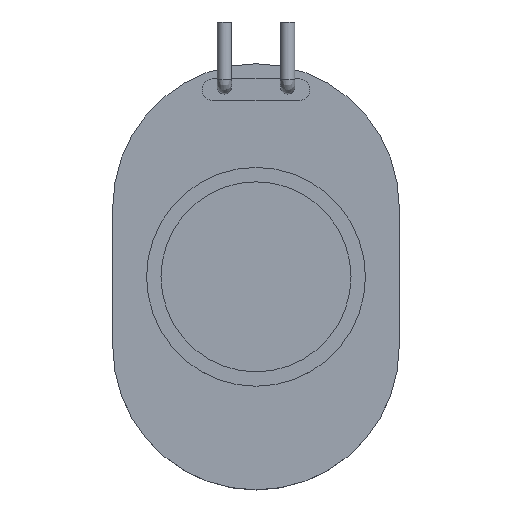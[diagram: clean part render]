
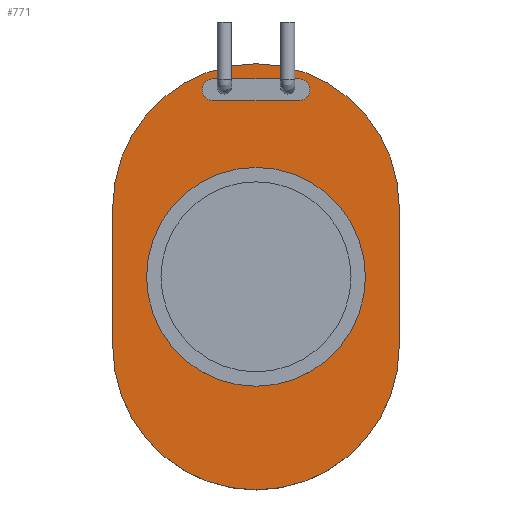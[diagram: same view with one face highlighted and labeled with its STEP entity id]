
A CAD part, top view. The second image highlights one B-rep face of the part: STEP entity #771.
In plain terms, the highlighted planar face has unit normal (0, 0, 1).
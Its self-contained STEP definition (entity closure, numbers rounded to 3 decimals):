
#33=FACE_BOUND('',#136,.T.);
#43=PLANE('',#855);
#78=FACE_OUTER_BOUND('',#135,.T.);
#135=EDGE_LOOP('',(#560,#561,#562,#563));
#136=EDGE_LOOP('',(#564,#565,#566,#567));
#192=LINE('',#1219,#250);
#197=LINE('',#1233,#255);
#200=LINE('',#1246,#258);
#201=LINE('',#1249,#259);
#250=VECTOR('',#959,10.);
#255=VECTOR('',#972,10.);
#258=VECTOR('',#987,10.);
#259=VECTOR('',#990,10.);
#310=CIRCLE('',#848,0.75);
#312=CIRCLE('',#852,0.75);
#314=CIRCLE('',#856,9.95);
#315=CIRCLE('',#857,9.95);
#358=VERTEX_POINT('',#1217);
#359=VERTEX_POINT('',#1218);
#362=VERTEX_POINT('',#1226);
#364=VERTEX_POINT('',#1232);
#366=VERTEX_POINT('',#1242);
#367=VERTEX_POINT('',#1243);
#368=VERTEX_POINT('',#1245);
#369=VERTEX_POINT('',#1247);
#430=EDGE_CURVE('',#358,#359,#192,.T.);
#434=EDGE_CURVE('',#359,#362,#310,.T.);
#437=EDGE_CURVE('',#362,#364,#197,.T.);
#440=EDGE_CURVE('',#364,#358,#312,.T.);
#442=EDGE_CURVE('',#366,#367,#314,.T.);
#443=EDGE_CURVE('',#366,#368,#200,.T.);
#444=EDGE_CURVE('',#369,#368,#315,.T.);
#445=EDGE_CURVE('',#369,#367,#201,.T.);
#560=ORIENTED_EDGE('',*,*,#442,.F.);
#561=ORIENTED_EDGE('',*,*,#443,.T.);
#562=ORIENTED_EDGE('',*,*,#444,.F.);
#563=ORIENTED_EDGE('',*,*,#445,.T.);
#564=ORIENTED_EDGE('',*,*,#430,.T.);
#565=ORIENTED_EDGE('',*,*,#434,.T.);
#566=ORIENTED_EDGE('',*,*,#437,.T.);
#567=ORIENTED_EDGE('',*,*,#440,.T.);
#771=ADVANCED_FACE('',(#78,#33),#43,.T.);
#848=AXIS2_PLACEMENT_3D('',#1227,#965,#966);
#852=AXIS2_PLACEMENT_3D('',#1238,#977,#978);
#855=AXIS2_PLACEMENT_3D('',#1241,#983,#984);
#856=AXIS2_PLACEMENT_3D('',#1244,#985,#986);
#857=AXIS2_PLACEMENT_3D('',#1248,#988,#989);
#959=DIRECTION('',(1.,0.,0.));
#965=DIRECTION('center_axis',(0.,0.,-1.));
#966=DIRECTION('ref_axis',(0.,-1.,0.));
#972=DIRECTION('',(-1.,0.,0.));
#977=DIRECTION('center_axis',(0.,0.,-1.));
#978=DIRECTION('ref_axis',(0.,1.,0.));
#983=DIRECTION('center_axis',(0.,0.,1.));
#984=DIRECTION('ref_axis',(1.,0.,0.));
#985=DIRECTION('center_axis',(0.,0.,-1.));
#986=DIRECTION('ref_axis',(-0.707,0.707,0.));
#987=DIRECTION('',(0.,-1.,0.));
#988=DIRECTION('center_axis',(0.,0.,-1.));
#989=DIRECTION('ref_axis',(0.707,-0.707,0.));
#990=DIRECTION('',(0.,1.,0.));
#1217=CARTESIAN_POINT('',(-3.,13.75,4.));
#1218=CARTESIAN_POINT('',(3.,13.75,4.));
#1219=CARTESIAN_POINT('',(1.5,13.75,4.));
#1226=CARTESIAN_POINT('',(3.,12.25,4.));
#1227=CARTESIAN_POINT('Origin',(3.,13.,4.));
#1232=CARTESIAN_POINT('',(-3.,12.25,4.));
#1233=CARTESIAN_POINT('',(-1.5,12.25,4.));
#1238=CARTESIAN_POINT('Origin',(-3.,13.,4.));
#1241=CARTESIAN_POINT('Origin',(0.,0.,4.));
#1242=CARTESIAN_POINT('',(-9.95,4.85,4.));
#1243=CARTESIAN_POINT('',(9.95,4.85,4.));
#1244=CARTESIAN_POINT('Origin',(0.,4.85,4.));
#1245=CARTESIAN_POINT('',(-9.95,-4.85,4.));
#1246=CARTESIAN_POINT('',(-9.95,14.8,4.));
#1247=CARTESIAN_POINT('',(9.95,-4.85,4.));
#1248=CARTESIAN_POINT('Origin',(0.,-4.85,4.));
#1249=CARTESIAN_POINT('',(9.95,-14.8,4.));
